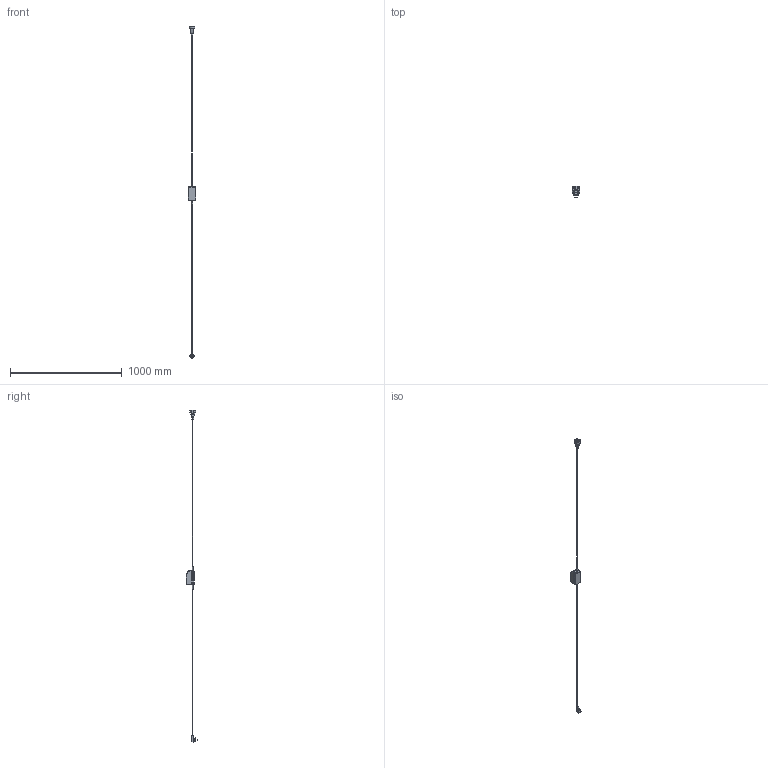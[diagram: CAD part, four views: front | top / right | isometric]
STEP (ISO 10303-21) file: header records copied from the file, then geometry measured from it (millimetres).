
FILE_DESCRIPTION (( 'STEP AP214' ), '1' );
FILE_NAME ('331579.STEP', '2021-01-20T13:26:28', ( '' ), ( '' ), 'SwSTEP 2.0', 'SolidWorks 2018', '' );
FILE_SCHEMA (( 'AUTOMOTIVE_DESIGN' ));
Length unit declared in the file: millimetre
Products named in the file (1): 331579
Bounding box: 66 x 102.7 x 2964.69 mm (x, y, z)
Volume: 728698.3 mm3; surface area: 120873.5 mm2
Topology: 1 solids, 1 shells, 322 faces, 800 edges, 464 vertices
Faces by surface type: cylinder 131, plane 112, sphere 28, torus 25, bspline 22, cone 4
Entity records: 9863 total; most frequent: CARTESIAN_POINT 2455, DIRECTION 1593, ORIENTED_EDGE 1536, EDGE_CURVE 768, AXIS2_PLACEMENT_3D 594, VERTEX_POINT 460, LINE 405, VECTOR 405
